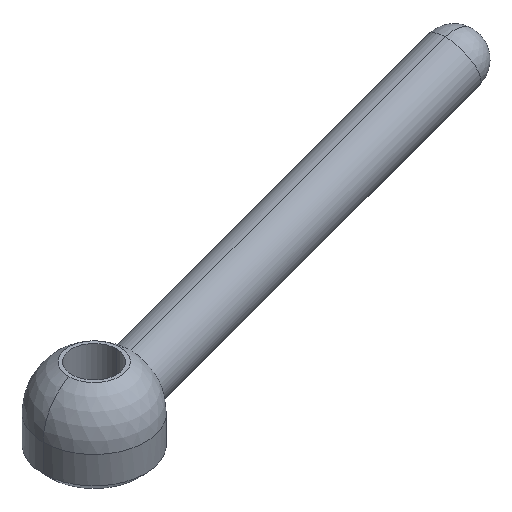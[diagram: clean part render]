
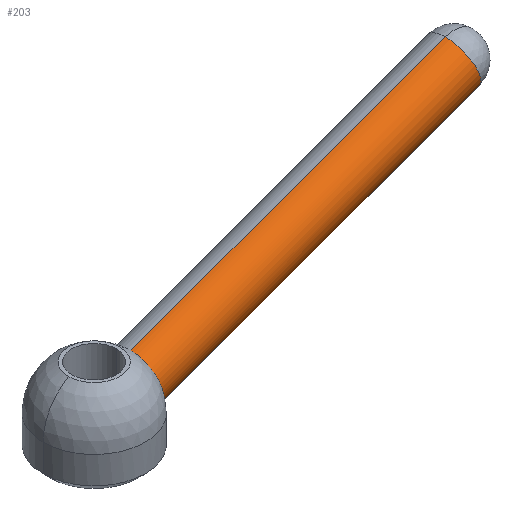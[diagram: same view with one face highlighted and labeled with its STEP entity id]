
A CAD part, isometric view. The second image highlights one B-rep face of the part: STEP entity #203.
In plain terms, the highlighted cylindrical face has radius 10 mm (diameter 20 mm), a partial arc.
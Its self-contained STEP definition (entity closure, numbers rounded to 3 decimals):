
#97=EDGE_CURVE('',#197,#161,#256,.T.);
#133=EDGE_CURVE('',#169,#197,#297,.T.);
#139=EDGE_CURVE('',#161,#231,#303,.T.);
#161=VERTEX_POINT('',#327);
#169=VERTEX_POINT('',#336);
#179=EDGE_CURVE('',#235,#169,#348,.T.);
#183=EDGE_CURVE('',#231,#235,#353,.T.);
#197=VERTEX_POINT('',#369);
#203=ADVANCED_FACE('',(#375),#376,.T.);
#231=VERTEX_POINT('',#407);
#235=VERTEX_POINT('',#411);
#256=LINE('',#423,#424);
#297=B_SPLINE_CURVE_WITH_KNOTS('',3,(#523,#524,#525,#526,#527,#528,#529,#530,#531,#532,#533,#534,#535,#536,#537,#538,#539,#540,#541,#542,#543,#544,#545,#546,#547,#548,#549,#550,#551,#552,#553,#554,#555,#556,#557,#558,#559,#560,#561,#562,#563,#564,#565,#566,#567,#568,#569),.UNSPECIFIED.,.F.,.F.,(4,2,2,2,2,2,2,2,2,2,2,3,2,2,2,2,2,2,2,2,2,2,4),(41.127,41.546,43.442,45.337,47.232,49.126,51.021,52.915,54.798,56.681,58.564,60.447,62.329,64.212,66.095,67.978,69.872,71.767,73.661,75.556,77.451,79.347,79.766),.UNSPECIFIED.);
#303=CIRCLE('',#577,10.0);
#327=CARTESIAN_POINT('',(137.534,0.,72.397));
#336=CARTESIAN_POINT('',(17.831,-9.059,13.679));
#348=B_SPLINE_CURVE_WITH_KNOTS('',3,(#633,#634,#635,#636,#637,#638,#639,#640,#641,#642,#643,#644,#645,#646,#647,#648,#649,#650,#651,#652,#653,#654,#655,#656,#657,#658),.UNSPECIFIED.,.F.,.F.,(4,2,2,2,2,2,2,2,2,2,2,2,4),(8.817,10.257,12.18,14.066,15.952,17.838,19.724,21.626,23.529,25.431,27.334,29.239,30.632),.UNSPECIFIED.);
#353=LINE('',#664,#665);
#369=CARTESIAN_POINT('',(14.385,0.,27.574));
#375=FACE_OUTER_BOUND('',#692,.T.);
#376=CYLINDRICAL_SURFACE('',#693,10.0);
#407=CARTESIAN_POINT('',(144.374,0.,53.603));
#411=CARTESIAN_POINT('',(20.0,0.,8.335));
#423=CARTESIAN_POINT('',(73.767,0.,49.188));
#424=VECTOR('',#772,1.0);
#523=CARTESIAN_POINT('',(17.831,-9.059,13.679));
#524=CARTESIAN_POINT('',(17.799,-9.121,13.81));
#525=CARTESIAN_POINT('',(17.767,-9.181,13.942));
#526=CARTESIAN_POINT('',(17.588,-9.493,14.679));
#527=CARTESIAN_POINT('',(17.435,-9.686,15.307));
#528=CARTESIAN_POINT('',(17.125,-9.94,16.57));
#529=CARTESIAN_POINT('',(16.97,-10.,17.205));
#530=CARTESIAN_POINT('',(16.668,-10.,18.432));
#531=CARTESIAN_POINT('',(16.511,-9.94,19.066));
#532=CARTESIAN_POINT('',(16.199,-9.687,20.327));
#533=CARTESIAN_POINT('',(16.043,-9.493,20.955));
#534=CARTESIAN_POINT('',(15.744,-8.982,22.158));
#535=CARTESIAN_POINT('',(15.6,-8.664,22.735));
#536=CARTESIAN_POINT('',(15.334,-7.927,23.803));
#537=CARTESIAN_POINT('',(15.211,-7.509,24.293));
#538=CARTESIAN_POINT('',(14.994,-6.62,25.158));
#539=CARTESIAN_POINT('',(14.892,-6.12,25.563));
#540=CARTESIAN_POINT('',(14.712,-5.029,26.276));
#541=CARTESIAN_POINT('',(14.635,-4.439,26.585));
#542=CARTESIAN_POINT('',(14.509,-3.209,27.082));
#543=CARTESIAN_POINT('',(14.462,-2.567,27.27));
#544=CARTESIAN_POINT('',(14.4,-1.277,27.516));
#545=CARTESIAN_POINT('',(14.385,-0.628,27.574));
#546=CARTESIAN_POINT('',(14.385,0.,27.574));
#547=CARTESIAN_POINT('',(14.385,0.628,27.574));
#548=CARTESIAN_POINT('',(14.4,1.277,27.516));
#549=CARTESIAN_POINT('',(14.462,2.567,27.27));
#550=CARTESIAN_POINT('',(14.509,3.209,27.082));
#551=CARTESIAN_POINT('',(14.635,4.439,26.585));
#552=CARTESIAN_POINT('',(14.712,5.029,26.276));
#553=CARTESIAN_POINT('',(14.892,6.12,25.563));
#554=CARTESIAN_POINT('',(14.994,6.62,25.158));
#555=CARTESIAN_POINT('',(15.211,7.509,24.293));
#556=CARTESIAN_POINT('',(15.334,7.927,23.803));
#557=CARTESIAN_POINT('',(15.6,8.664,22.735));
#558=CARTESIAN_POINT('',(15.744,8.982,22.158));
#559=CARTESIAN_POINT('',(16.043,9.493,20.955));
#560=CARTESIAN_POINT('',(16.199,9.687,20.327));
#561=CARTESIAN_POINT('',(16.511,9.94,19.066));
#562=CARTESIAN_POINT('',(16.668,10.,18.432));
#563=CARTESIAN_POINT('',(16.97,10.,17.205));
#564=CARTESIAN_POINT('',(17.125,9.94,16.57));
#565=CARTESIAN_POINT('',(17.435,9.686,15.307));
#566=CARTESIAN_POINT('',(17.588,9.493,14.679));
#567=CARTESIAN_POINT('',(17.767,9.181,13.942));
#568=CARTESIAN_POINT('',(17.799,9.121,13.81));
#569=CARTESIAN_POINT('',(17.831,9.059,13.679));
#577=AXIS2_PLACEMENT_3D('',#828,#829,#830);
#633=CARTESIAN_POINT('',(17.831,9.059,13.679));
#634=CARTESIAN_POINT('',(17.939,8.845,13.234));
#635=CARTESIAN_POINT('',(18.061,8.597,12.808));
#636=CARTESIAN_POINT('',(18.357,7.948,11.881));
#637=CARTESIAN_POINT('',(18.537,7.524,11.401));
#638=CARTESIAN_POINT('',(18.876,6.627,10.57));
#639=CARTESIAN_POINT('',(19.047,6.125,10.189));
#640=CARTESIAN_POINT('',(19.365,5.033,9.523));
#641=CARTESIAN_POINT('',(19.51,4.443,9.238));
#642=CARTESIAN_POINT('',(19.75,3.212,8.783));
#643=CARTESIAN_POINT('',(19.845,2.57,8.612));
#644=CARTESIAN_POINT('',(19.97,1.278,8.388));
#645=CARTESIAN_POINT('',(20.0,0.629,8.335));
#646=CARTESIAN_POINT('',(20.0,-0.634,8.335));
#647=CARTESIAN_POINT('',(19.969,-1.289,8.389));
#648=CARTESIAN_POINT('',(19.842,-2.591,8.616));
#649=CARTESIAN_POINT('',(19.746,-3.238,8.79));
#650=CARTESIAN_POINT('',(19.503,-4.478,9.253));
#651=CARTESIAN_POINT('',(19.355,-5.071,9.543));
#652=CARTESIAN_POINT('',(19.034,-6.168,10.219));
#653=CARTESIAN_POINT('',(18.86,-6.672,10.606));
#654=CARTESIAN_POINT('',(18.521,-7.563,11.443));
#655=CARTESIAN_POINT('',(18.343,-7.981,11.922));
#656=CARTESIAN_POINT('',(18.053,-8.613,12.836));
#657=CARTESIAN_POINT('',(17.936,-8.852,13.248));
#658=CARTESIAN_POINT('',(17.831,-9.059,13.679));
#664=CARTESIAN_POINT('',(80.607,0.,30.394));
#665=VECTOR('',#897,1.0);
#692=EDGE_LOOP('',(#920,#921,#922,#923,#924));
#693=AXIS2_PLACEMENT_3D('',#925,#926,#927);
#772=DIRECTION('',(0.94,0.,0.342));
#828=CARTESIAN_POINT('',(140.954,0.,63.));
#829=DIRECTION('',(0.94,0.,0.342));
#830=DIRECTION('',(-0.342,0.,0.94));
#897=DIRECTION('',(-0.94,0.,-0.342));
#920=ORIENTED_EDGE('',*,*,#97,.F.);
#921=ORIENTED_EDGE('',*,*,#133,.F.);
#922=ORIENTED_EDGE('',*,*,#179,.F.);
#923=ORIENTED_EDGE('',*,*,#183,.F.);
#924=ORIENTED_EDGE('',*,*,#139,.F.);
#925=CARTESIAN_POINT('',(77.187,0.,39.791));
#926=DIRECTION('',(-0.94,0.,-0.342));
#927=DIRECTION('',(-0.342,0.,0.94));
